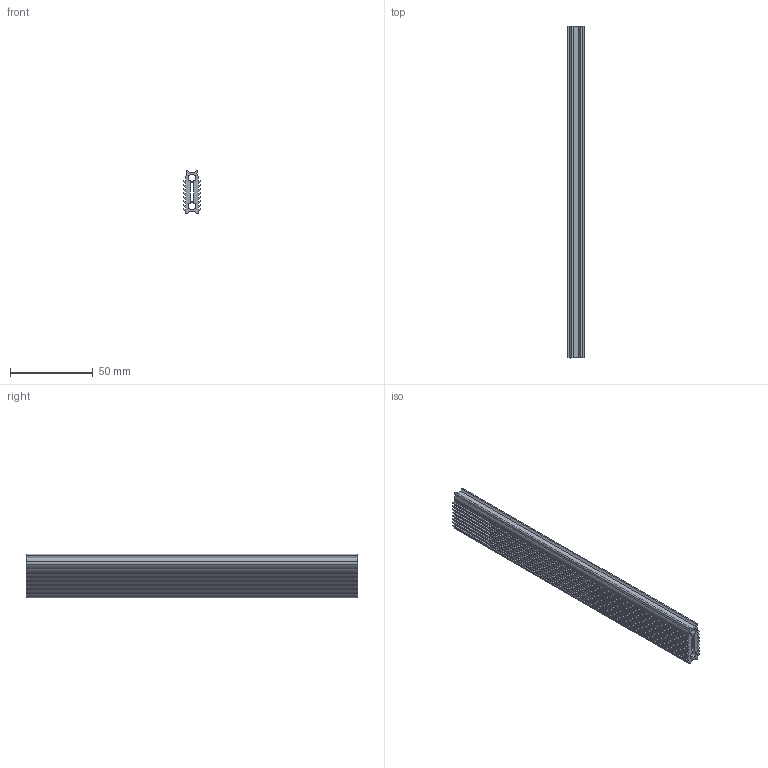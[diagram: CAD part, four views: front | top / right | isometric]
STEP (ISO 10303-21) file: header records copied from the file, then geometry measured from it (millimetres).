
FILE_DESCRIPTION((''),'2;1');
FILE_NAME('','2005-07-15T09:57:27',(''),(''),'','CADfix','');
FILE_SCHEMA(('AUTOMOTIVE_DESIGN'));
Length unit declared in the file: millimetre
Products named in the file (1): gasket
Bounding box: 10.49 x 200 x 26.5 mm (x, y, z)
Volume: 30447.1 mm3; surface area: 31876.9 mm2
Topology: 1 solids, 1 shells, 92 faces, 270 edges, 180 vertices
Faces by surface type: bspline 92
Entity records: 2992 total; most frequent: CARTESIAN_POINT 1417, ORIENTED_EDGE 540, EDGE_CURVE 270, QUASI_UNIFORM_CURVE 212, VERTEX_POINT 180, EDGE_LOOP 98, FACE_OUTER_BOUND 92, ADVANCED_FACE 92
